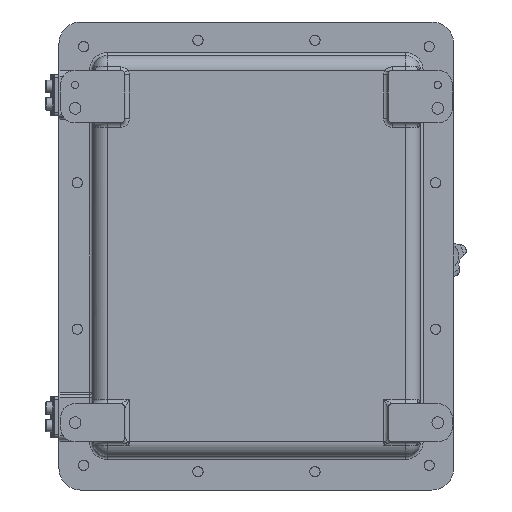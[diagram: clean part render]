
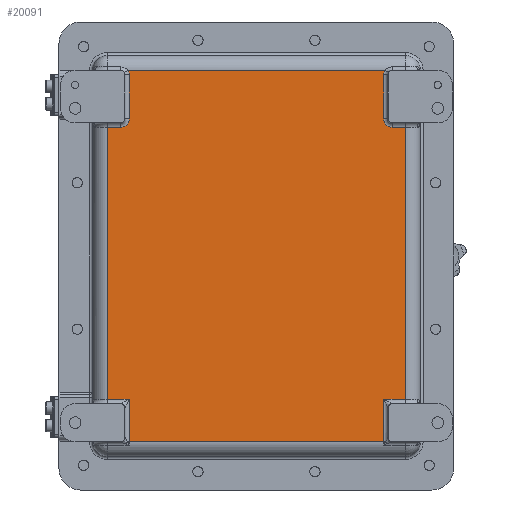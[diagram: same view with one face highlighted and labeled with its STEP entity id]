
A CAD part, front view. The second image highlights one B-rep face of the part: STEP entity #20091.
In plain terms, the highlighted planar face has unit normal (0, -1, 0).
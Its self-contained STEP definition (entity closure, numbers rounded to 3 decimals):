
#68 = VECTOR ( 'NONE', #37115, 1000. ) ;
#1082 = EDGE_CURVE ( 'NONE', #40351, #6660, #36316, .T. ) ;
#2226 = CARTESIAN_POINT ( 'NONE',  ( -87., 0., -127. ) ) ;
#2360 = CIRCLE ( 'NONE', #3904, 6. ) ;
#2810 = EDGE_CURVE ( 'NONE', #40351, #63359, #49649, .T. ) ;
#3691 = ORIENTED_EDGE ( 'NONE', *, *, #42000, .T. ) ;
#3820 = LINE ( 'NONE', #16138, #39001 ) ;
#3904 = AXIS2_PLACEMENT_3D ( 'NONE', #26970, #37477, #63023 ) ;
#4395 = VERTEX_POINT ( 'NONE', #21328 ) ;
#5328 = CARTESIAN_POINT ( 'NONE',  ( 106., 0., 88. ) ) ;
#5330 = ORIENTED_EDGE ( 'NONE', *, *, #44604, .T. ) ;
#6262 = CARTESIAN_POINT ( 'NONE',  ( 106., 0., -98. ) ) ;
#6660 = VERTEX_POINT ( 'NONE', #61457 ) ;
#8482 = VERTEX_POINT ( 'NONE', #51542 ) ;
#8863 = CARTESIAN_POINT ( 'NONE',  ( 87., 0., 131. ) ) ;
#10794 = CARTESIAN_POINT ( 'NONE',  ( -93., 0., 88. ) ) ;
#11650 = LINE ( 'NONE', #29042, #65892 ) ;
#12312 = DIRECTION ( 'NONE',  ( 0., 1., 0. ) ) ;
#12551 = DIRECTION ( 'NONE',  ( 0., 1., 0. ) ) ;
#12780 = LINE ( 'NONE', #8863, #45532 ) ;
#13359 = CARTESIAN_POINT ( 'NONE',  ( 93., 0., 94. ) ) ;
#13439 = ORIENTED_EDGE ( 'NONE', *, *, #47224, .T. ) ;
#14070 = ORIENTED_EDGE ( 'NONE', *, *, #46821, .T. ) ;
#14134 = AXIS2_PLACEMENT_3D ( 'NONE', #58203, #12551, #27718 ) ;
#14807 = CARTESIAN_POINT ( 'NONE',  ( -87., 0., 124. ) ) ;
#14885 = VERTEX_POINT ( 'NONE', #45837 ) ;
#15169 = VERTEX_POINT ( 'NONE', #23892 ) ;
#15364 = VECTOR ( 'NONE', #22947, 1000. ) ;
#15629 = DIRECTION ( 'NONE',  ( -1., 0., 0. ) ) ;
#15880 = VERTEX_POINT ( 'NONE', #57370 ) ;
#16138 = CARTESIAN_POINT ( 'NONE',  ( 93., 0., 88. ) ) ;
#17183 = AXIS2_PLACEMENT_3D ( 'NONE', #13359, #34113, #39257 ) ;
#17376 = LINE ( 'NONE', #23373, #51620 ) ;
#17381 = LINE ( 'NONE', #2226, #52461 ) ;
#17671 = ORIENTED_EDGE ( 'NONE', *, *, #25874, .T. ) ;
#18987 = ORIENTED_EDGE ( 'NONE', *, *, #64983, .T. ) ;
#20064 = LINE ( 'NONE', #31522, #68 ) ;
#20091 = ADVANCED_FACE ( 'NONE', ( #57877 ), #63118, .F. ) ;
#20201 = VERTEX_POINT ( 'NONE', #37772 ) ;
#20627 = DIRECTION ( 'NONE',  ( -1., 0., 0. ) ) ;
#20742 = CARTESIAN_POINT ( 'NONE',  ( -93., 0., 94. ) ) ;
#21115 = EDGE_CURVE ( 'NONE', #22238, #14885, #65782, .T. ) ;
#21328 = CARTESIAN_POINT ( 'NONE',  ( 102., 0., 88. ) ) ;
#22238 = VERTEX_POINT ( 'NONE', #30926 ) ;
#22485 = VECTOR ( 'NONE', #56235, 1000. ) ;
#22947 = DIRECTION ( 'NONE',  ( 1., 0., 0. ) ) ;
#23033 = DIRECTION ( 'NONE',  ( 0., 0., -1. ) ) ;
#23267 = AXIS2_PLACEMENT_3D ( 'NONE', #20742, #55857, #41016 ) ;
#23373 = CARTESIAN_POINT ( 'NONE',  ( -87., 0., 131. ) ) ;
#23892 = CARTESIAN_POINT ( 'NONE',  ( 87., 0., -127. ) ) ;
#24221 = EDGE_CURVE ( 'NONE', #42982, #38124, #52829, .T. ) ;
#24566 = ORIENTED_EDGE ( 'NONE', *, *, #57816, .T. ) ;
#25874 = EDGE_CURVE ( 'NONE', #51607, #50955, #37737, .T. ) ;
#26970 = CARTESIAN_POINT ( 'NONE',  ( -93., 0., 124. ) ) ;
#27718 = DIRECTION ( 'NONE',  ( 0., 0., 1. ) ) ;
#28757 = AXIS2_PLACEMENT_3D ( 'NONE', #37778, #12312, #47965 ) ;
#28971 = DIRECTION ( 'NONE',  ( 1., 0., 0. ) ) ;
#29042 = CARTESIAN_POINT ( 'NONE',  ( 102., 0., 91. ) ) ;
#29851 = CIRCLE ( 'NONE', #14134, 6. ) ;
#30146 = CARTESIAN_POINT ( 'NONE',  ( 87., 0., 124. ) ) ;
#30926 = CARTESIAN_POINT ( 'NONE',  ( 87., 0., -98. ) ) ;
#30964 = EDGE_LOOP ( 'NONE', ( #14070, #35058, #53019, #56331, #18987, #60512, #5330, #63170, #13439, #43050, #32319, #48314, #57272, #17671, #24566, #3691 ) ) ;
#31522 = CARTESIAN_POINT ( 'NONE',  ( 87., 0., -101. ) ) ;
#32319 = ORIENTED_EDGE ( 'NONE', *, *, #2810, .F. ) ;
#34113 = DIRECTION ( 'NONE',  ( 0., 1., 0. ) ) ;
#34652 = CARTESIAN_POINT ( 'NONE',  ( -87., 0., -98. ) ) ;
#35058 = ORIENTED_EDGE ( 'NONE', *, *, #21115, .T. ) ;
#35190 = EDGE_CURVE ( 'NONE', #6660, #51607, #47140, .T. ) ;
#36316 = LINE ( 'NONE', #5328, #45921 ) ;
#36966 = CARTESIAN_POINT ( 'NONE',  ( -102., 0., -101. ) ) ;
#37115 = DIRECTION ( 'NONE',  ( 0., 0., 1. ) ) ;
#37209 = CIRCLE ( 'NONE', #17183, 6. ) ;
#37477 = DIRECTION ( 'NONE',  ( 0., 1., 0. ) ) ;
#37737 = LINE ( 'NONE', #64125, #15364 ) ;
#37772 = CARTESIAN_POINT ( 'NONE',  ( 87., 0., 94. ) ) ;
#37778 = CARTESIAN_POINT ( 'NONE',  ( 106., 0., 131. ) ) ;
#38124 = VERTEX_POINT ( 'NONE', #44226 ) ;
#38678 = VECTOR ( 'NONE', #28971, 1000. ) ;
#39001 = VECTOR ( 'NONE', #20627, 1000. ) ;
#39257 = DIRECTION ( 'NONE',  ( 0., 0., 1. ) ) ;
#40213 = DIRECTION ( 'NONE',  ( 0., 0., 1. ) ) ;
#40351 = VERTEX_POINT ( 'NONE', #10794 ) ;
#40605 = EDGE_CURVE ( 'NONE', #14885, #4395, #11650, .T. ) ;
#41016 = DIRECTION ( 'NONE',  ( 0., 0., 1. ) ) ;
#42000 = EDGE_CURVE ( 'NONE', #8482, #15169, #48193, .T. ) ;
#42982 = VERTEX_POINT ( 'NONE', #48178 ) ;
#43050 = ORIENTED_EDGE ( 'NONE', *, *, #49254, .T. ) ;
#43262 = VERTEX_POINT ( 'NONE', #30146 ) ;
#44226 = CARTESIAN_POINT ( 'NONE',  ( -87.804, 0., 127. ) ) ;
#44604 = EDGE_CURVE ( 'NONE', #43262, #42982, #29851, .T. ) ;
#45067 = VECTOR ( 'NONE', #56618, 1000. ) ;
#45273 = VERTEX_POINT ( 'NONE', #14807 ) ;
#45532 = VECTOR ( 'NONE', #49170, 1000. ) ;
#45837 = CARTESIAN_POINT ( 'NONE',  ( 102., 0., -98. ) ) ;
#45921 = VECTOR ( 'NONE', #15629, 1000. ) ;
#46821 = EDGE_CURVE ( 'NONE', #15169, #22238, #20064, .T. ) ;
#47134 = CARTESIAN_POINT ( 'NONE',  ( -102., 0., -98. ) ) ;
#47140 = LINE ( 'NONE', #36966, #22485 ) ;
#47224 = EDGE_CURVE ( 'NONE', #38124, #45273, #2360, .T. ) ;
#47517 = EDGE_CURVE ( 'NONE', #20201, #43262, #12780, .T. ) ;
#47965 = DIRECTION ( 'NONE',  ( 0., 0., 1. ) ) ;
#48065 = VECTOR ( 'NONE', #54155, 1000. ) ;
#48178 = CARTESIAN_POINT ( 'NONE',  ( 87.804, 0., 127. ) ) ;
#48193 = LINE ( 'NONE', #54534, #38678 ) ;
#48314 = ORIENTED_EDGE ( 'NONE', *, *, #1082, .T. ) ;
#49163 = DIRECTION ( 'NONE',  ( 0., 0., -1. ) ) ;
#49170 = DIRECTION ( 'NONE',  ( 0., 0., 1. ) ) ;
#49254 = EDGE_CURVE ( 'NONE', #45273, #63359, #17376, .T. ) ;
#49649 = CIRCLE ( 'NONE', #23267, 6. ) ;
#50955 = VERTEX_POINT ( 'NONE', #34652 ) ;
#51542 = CARTESIAN_POINT ( 'NONE',  ( -87., 0., -127. ) ) ;
#51607 = VERTEX_POINT ( 'NONE', #47134 ) ;
#51620 = VECTOR ( 'NONE', #49163, 1000. ) ;
#52461 = VECTOR ( 'NONE', #23033, 1000. ) ;
#52829 = LINE ( 'NONE', #64200, #48065 ) ;
#53019 = ORIENTED_EDGE ( 'NONE', *, *, #40605, .T. ) ;
#53973 = CARTESIAN_POINT ( 'NONE',  ( -87., 0., 94. ) ) ;
#54155 = DIRECTION ( 'NONE',  ( -1., 0., 0. ) ) ;
#54534 = CARTESIAN_POINT ( 'NONE',  ( 102., 0., -127. ) ) ;
#55857 = DIRECTION ( 'NONE',  ( 0., -1., 0. ) ) ;
#56235 = DIRECTION ( 'NONE',  ( 0., 0., -1. ) ) ;
#56331 = ORIENTED_EDGE ( 'NONE', *, *, #62154, .T. ) ;
#56618 = DIRECTION ( 'NONE',  ( 1., 0., 0. ) ) ;
#57272 = ORIENTED_EDGE ( 'NONE', *, *, #35190, .T. ) ;
#57370 = CARTESIAN_POINT ( 'NONE',  ( 93., 0., 88. ) ) ;
#57816 = EDGE_CURVE ( 'NONE', #50955, #8482, #17381, .T. ) ;
#57877 = FACE_OUTER_BOUND ( 'NONE', #30964, .T. ) ;
#58203 = CARTESIAN_POINT ( 'NONE',  ( 93., 0., 124. ) ) ;
#60512 = ORIENTED_EDGE ( 'NONE', *, *, #47517, .T. ) ;
#61457 = CARTESIAN_POINT ( 'NONE',  ( -102., 0., 88. ) ) ;
#62154 = EDGE_CURVE ( 'NONE', #4395, #15880, #3820, .T. ) ;
#63023 = DIRECTION ( 'NONE',  ( 0., 0., 1. ) ) ;
#63118 = PLANE ( 'NONE',  #28757 ) ;
#63170 = ORIENTED_EDGE ( 'NONE', *, *, #24221, .T. ) ;
#63359 = VERTEX_POINT ( 'NONE', #53973 ) ;
#64125 = CARTESIAN_POINT ( 'NONE',  ( -90., 0., -98. ) ) ;
#64200 = CARTESIAN_POINT ( 'NONE',  ( -102., 0., 127. ) ) ;
#64983 = EDGE_CURVE ( 'NONE', #15880, #20201, #37209, .T. ) ;
#65782 = LINE ( 'NONE', #6262, #45067 ) ;
#65892 = VECTOR ( 'NONE', #40213, 1000. ) ;
